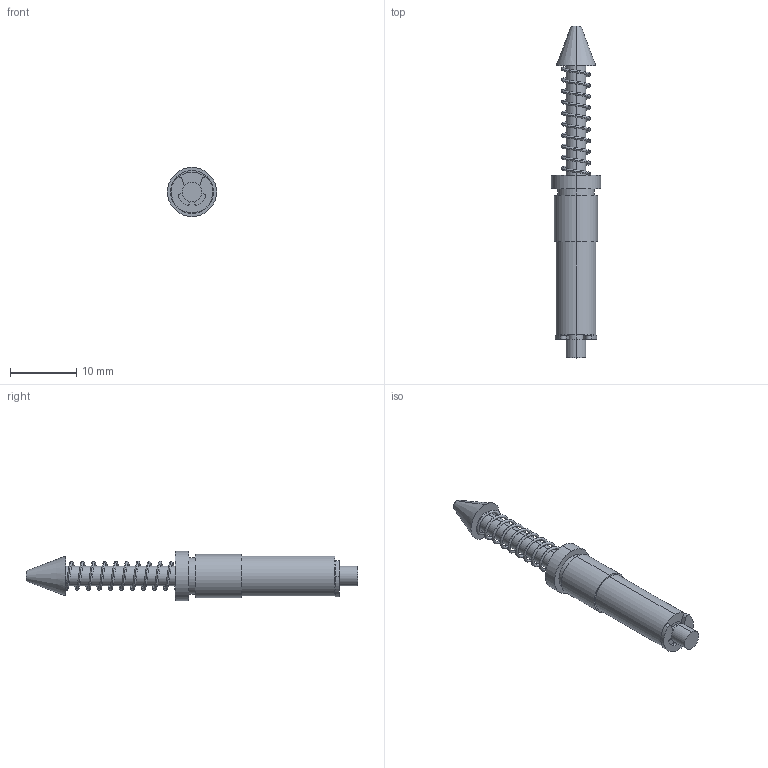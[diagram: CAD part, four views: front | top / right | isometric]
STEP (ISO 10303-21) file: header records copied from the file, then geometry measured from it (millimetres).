
FILE_DESCRIPTION (( 'STEP AP214' ), '1' );
FILE_NAME ('20889~2.STEP', '2019-04-03T08:57:40', ( '' ), ( '' ), 'SwSTEP 2.0', 'SolidWorks 2018', '' );
FILE_SCHEMA (( 'AUTOMOTIVE_DESIGN' ));
Length unit declared in the file: millimetre
Products named in the file (5): 19366~1; 19368~2; 14982~0; 20889~2; 20890~0
Assembly tree (4 placements, depth 2):
  20889~2
    19366~1
    19368~2
    20890~0
    14982~0
Bounding box: 7.4 x 50 x 7.4 mm (x, y, z)
Volume: 922.8 mm3; surface area: 1629.4 mm2
Topology: 4 solids, 4 shells, 59 faces, 132 edges, 88 vertices
Faces by surface type: cylinder 34, plane 21, cone 2, bspline 2
Entity records: 8379 total; most frequent: CARTESIAN_POINT 6642, DIRECTION 326, ORIENTED_EDGE 264, AXIS2_PLACEMENT_3D 136, EDGE_CURVE 132, VERTEX_POINT 88, CIRCLE 72, EDGE_LOOP 68
